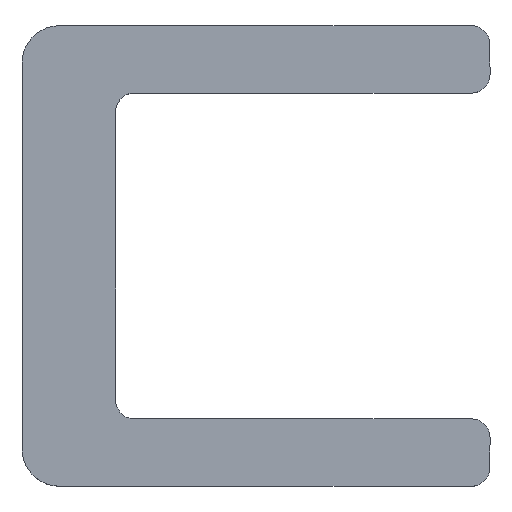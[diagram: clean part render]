
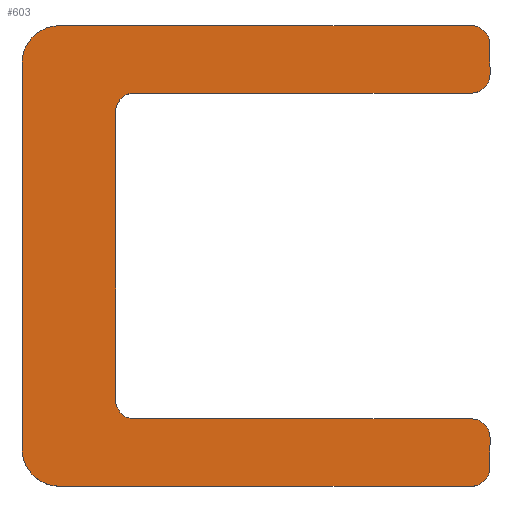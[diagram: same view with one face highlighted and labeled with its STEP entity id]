
A CAD part, top view. The second image highlights one B-rep face of the part: STEP entity #603.
In plain terms, the highlighted planar face has unit normal (0, 0, 1).
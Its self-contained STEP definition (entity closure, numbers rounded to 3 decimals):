
#49=CARTESIAN_POINT('',(1.,-6.15,0.5));
#50=VERTEX_POINT('',#49);
#51=CARTESIAN_POINT('',(0.,-5.15,0.5));
#52=VERTEX_POINT('',#51);
#53=CARTESIAN_POINT('',(1.,-5.15,0.5));
#54=DIRECTION('',(0.0,0.0,-1.0));
#55=DIRECTION('',(-0.707,-0.707,0.0));
#56=AXIS2_PLACEMENT_3D('',#53,#54,#55);
#57=CIRCLE('',#56,1.0);
#58=EDGE_CURVE('',#50,#52,#57,.T.);
#226=CARTESIAN_POINT('',(0.,5.15,0.5));
#227=VERTEX_POINT('',#226);
#228=CARTESIAN_POINT('',(0.,-5.15,0.5));
#229=DIRECTION('',(0.0,1.0,0.0));
#230=VECTOR('',#229,10.3);
#231=LINE('',#228,#230);
#232=EDGE_CURVE('',#52,#227,#231,.T.);
#249=CARTESIAN_POINT('',(1.,6.15,0.5));
#250=VERTEX_POINT('',#249);
#251=CARTESIAN_POINT('',(1.,5.15,0.5));
#252=DIRECTION('',(0.0,0.0,-1.));
#253=DIRECTION('',(-0.707,0.707,0.0));
#254=AXIS2_PLACEMENT_3D('',#251,#252,#253);
#255=CIRCLE('',#254,1.0);
#256=EDGE_CURVE('',#227,#250,#255,.T.);
#274=CARTESIAN_POINT('',(12.5,-5.65,0.5));
#275=VERTEX_POINT('',#274);
#276=CARTESIAN_POINT('',(12.0,-6.15,0.5));
#277=VERTEX_POINT('',#276);
#278=CARTESIAN_POINT('',(12.0,-5.65,0.5));
#279=DIRECTION('',(0.0,0.0,-1.0));
#280=DIRECTION('',(0.707,-0.707,0.0));
#281=AXIS2_PLACEMENT_3D('',#278,#279,#280);
#282=CIRCLE('',#281,0.5);
#283=EDGE_CURVE('',#275,#277,#282,.T.);
#308=CARTESIAN_POINT('',(12.5,-4.85,0.5));
#309=VERTEX_POINT('',#308);
#316=CARTESIAN_POINT('',(12.5,-4.85,0.5));
#317=DIRECTION('',(0.0,-1.0,0.0));
#318=VECTOR('',#317,0.8);
#319=LINE('',#316,#318);
#320=EDGE_CURVE('',#309,#275,#319,.T.);
#330=CARTESIAN_POINT('',(12.,-4.35,0.5));
#331=VERTEX_POINT('',#330);
#332=CARTESIAN_POINT('',(12.,-4.85,0.5));
#333=DIRECTION('',(0.0,0.0,-1.));
#334=DIRECTION('',(0.707,0.707,0.0));
#335=AXIS2_PLACEMENT_3D('',#332,#333,#334);
#336=CIRCLE('',#335,0.5);
#337=EDGE_CURVE('',#331,#309,#336,.T.);
#357=CARTESIAN_POINT('',(3.,-4.35,0.5));
#358=VERTEX_POINT('',#357);
#365=CARTESIAN_POINT('',(3.,-4.35,0.5));
#366=DIRECTION('',(1.0,0.0,0.0));
#367=VECTOR('',#366,9.);
#368=LINE('',#365,#367);
#369=EDGE_CURVE('',#358,#331,#368,.T.);
#380=CARTESIAN_POINT('',(2.5,-3.85,0.5));
#381=VERTEX_POINT('',#380);
#388=CARTESIAN_POINT('',(3.,-3.85,0.5));
#389=DIRECTION('',(0.0,0.0,1.));
#390=DIRECTION('',(-0.707,-0.707,0.0));
#391=AXIS2_PLACEMENT_3D('',#388,#389,#390);
#392=CIRCLE('',#391,0.5);
#393=EDGE_CURVE('',#381,#358,#392,.T.);
#406=CARTESIAN_POINT('',(2.5,3.85,0.5));
#407=VERTEX_POINT('',#406);
#414=CARTESIAN_POINT('',(2.5,3.85,0.5));
#415=DIRECTION('',(0.0,-1.0,0.0));
#416=VECTOR('',#415,7.7);
#417=LINE('',#414,#416);
#418=EDGE_CURVE('',#407,#381,#417,.T.);
#428=CARTESIAN_POINT('',(12.0,6.15,0.5));
#429=VERTEX_POINT('',#428);
#430=CARTESIAN_POINT('',(12.5,5.65,0.5));
#431=VERTEX_POINT('',#430);
#432=CARTESIAN_POINT('',(12.0,5.65,0.5));
#433=DIRECTION('',(0.0,0.0,-1.0));
#434=DIRECTION('',(0.707,0.707,0.0));
#435=AXIS2_PLACEMENT_3D('',#432,#433,#434);
#436=CIRCLE('',#435,0.5);
#437=EDGE_CURVE('',#429,#431,#436,.T.);
#461=CARTESIAN_POINT('',(1.,6.15,0.5));
#462=DIRECTION('',(1.0,0.0,0.0));
#463=VECTOR('',#462,11.0);
#464=LINE('',#461,#463);
#465=EDGE_CURVE('',#250,#429,#464,.T.);
#477=CARTESIAN_POINT('',(12.5,4.85,0.5));
#478=VERTEX_POINT('',#477);
#479=CARTESIAN_POINT('',(12.,4.35,0.5));
#480=VERTEX_POINT('',#479);
#481=CARTESIAN_POINT('',(12.,4.85,0.5));
#482=DIRECTION('',(0.0,0.0,-1.0));
#483=DIRECTION('',(0.707,-0.707,0.0));
#484=AXIS2_PLACEMENT_3D('',#481,#482,#483);
#485=CIRCLE('',#484,0.5);
#486=EDGE_CURVE('',#478,#480,#485,.T.);
#510=CARTESIAN_POINT('',(3.,4.35,0.5));
#511=VERTEX_POINT('',#510);
#512=CARTESIAN_POINT('',(12.,4.35,0.5));
#513=DIRECTION('',(-1.0,0.0,0.0));
#514=VECTOR('',#513,9.);
#515=LINE('',#512,#514);
#516=EDGE_CURVE('',#480,#511,#515,.T.);
#535=CARTESIAN_POINT('',(3.,3.85,0.5));
#536=DIRECTION('',(0.0,0.0,1.0));
#537=DIRECTION('',(-0.707,0.707,0.0));
#538=AXIS2_PLACEMENT_3D('',#535,#536,#537);
#539=CIRCLE('',#538,0.5);
#540=EDGE_CURVE('',#511,#407,#539,.T.);
#552=CARTESIAN_POINT('',(12.5,5.65,0.5));
#553=DIRECTION('',(0.0,-1.0,0.0));
#554=VECTOR('',#553,0.8);
#555=LINE('',#552,#554);
#556=EDGE_CURVE('',#431,#478,#555,.T.);
#571=CARTESIAN_POINT('',(12.0,-6.15,0.5));
#572=DIRECTION('',(-1.0,0.0,0.0));
#573=VECTOR('',#572,11.);
#574=LINE('',#571,#573);
#575=EDGE_CURVE('',#277,#50,#574,.T.);
#580=CARTESIAN_POINT('',(5.359,0.,0.5));
#581=DIRECTION('',(0.0,0.0,1.0));
#582=DIRECTION('',(1.0,0.0,0.0));
#583=AXIS2_PLACEMENT_3D('',#580,#581,#582);
#584=PLANE('',#583);
#585=ORIENTED_EDGE('',*,*,#58,.F.);
#586=ORIENTED_EDGE('',*,*,#575,.F.);
#587=ORIENTED_EDGE('',*,*,#283,.F.);
#588=ORIENTED_EDGE('',*,*,#320,.F.);
#589=ORIENTED_EDGE('',*,*,#337,.F.);
#590=ORIENTED_EDGE('',*,*,#369,.F.);
#591=ORIENTED_EDGE('',*,*,#393,.F.);
#592=ORIENTED_EDGE('',*,*,#418,.F.);
#593=ORIENTED_EDGE('',*,*,#540,.F.);
#594=ORIENTED_EDGE('',*,*,#516,.F.);
#595=ORIENTED_EDGE('',*,*,#486,.F.);
#596=ORIENTED_EDGE('',*,*,#556,.F.);
#597=ORIENTED_EDGE('',*,*,#437,.F.);
#598=ORIENTED_EDGE('',*,*,#465,.F.);
#599=ORIENTED_EDGE('',*,*,#256,.F.);
#600=ORIENTED_EDGE('',*,*,#232,.F.);
#601=EDGE_LOOP('',(#585,#586,#587,#588,#589,#590,#591,#592,#593,#594,#595,#596,#597,#598,#599,#600));
#602=FACE_OUTER_BOUND('',#601,.T.);
#603=ADVANCED_FACE('',(#602),#584,.T.);
